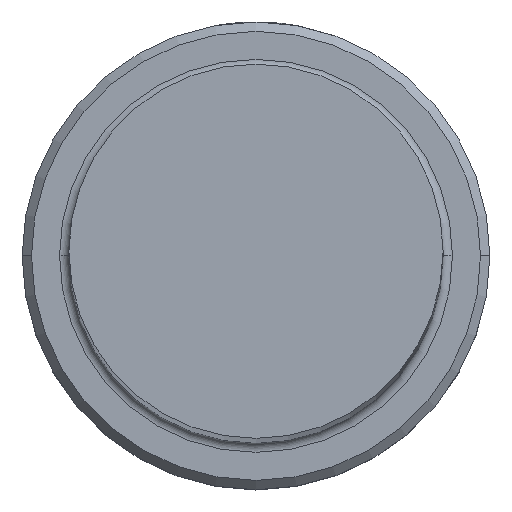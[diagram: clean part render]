
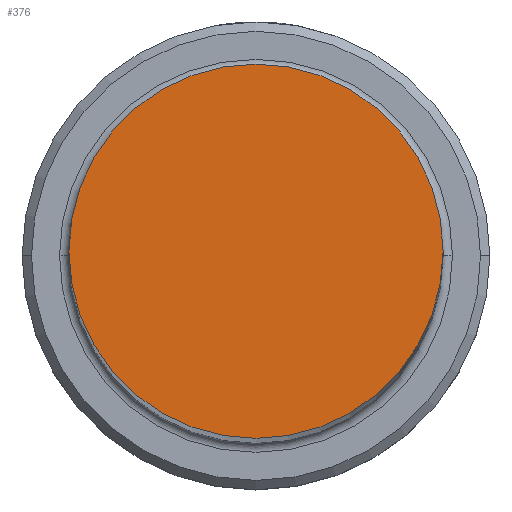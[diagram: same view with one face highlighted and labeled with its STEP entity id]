
A CAD part, top view. The second image highlights one B-rep face of the part: STEP entity #376.
In plain terms, the highlighted planar face has unit normal (0, 0, 1).
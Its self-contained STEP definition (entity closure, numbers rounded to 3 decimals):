
#2 = DIRECTION ( 'NONE',  ( 0., 0., 1. ) ) ;
#97 = DIRECTION ( 'NONE',  ( 0., 0., 1. ) ) ;
#169 = VERTEX_POINT ( 'NONE', #1192 ) ;
#270 = EDGE_LOOP ( 'NONE', ( #983, #1185 ) ) ;
#376 = ADVANCED_FACE ( 'NONE', ( #1062 ), #439, .T. ) ;
#393 = VERTEX_POINT ( 'NONE', #1135 ) ;
#439 = PLANE ( 'NONE',  #831 ) ;
#524 = DIRECTION ( 'NONE',  ( 1., 0., 0. ) ) ;
#593 = CARTESIAN_POINT ( 'NONE',  ( 0., 0., 150. ) ) ;
#611 = CARTESIAN_POINT ( 'NONE',  ( 0., 0., 150. ) ) ;
#626 = CIRCLE ( 'NONE', #642, 10. ) ;
#642 = AXIS2_PLACEMENT_3D ( 'NONE', #593, #2, #684 ) ;
#678 = CARTESIAN_POINT ( 'NONE',  ( 0., 0., 150. ) ) ;
#684 = DIRECTION ( 'NONE',  ( 1., 0., 0. ) ) ;
#703 = EDGE_CURVE ( 'NONE', #169, #393, #809, .T. ) ;
#758 = DIRECTION ( 'NONE',  ( 1., 0., 0. ) ) ;
#809 = CIRCLE ( 'NONE', #1068, 10. ) ;
#831 = AXIS2_PLACEMENT_3D ( 'NONE', #611, #1053, #524 ) ;
#883 = EDGE_CURVE ( 'NONE', #393, #169, #626, .T. ) ;
#983 = ORIENTED_EDGE ( 'NONE', *, *, #883, .T. ) ;
#1053 = DIRECTION ( 'NONE',  ( 0., 0., 1. ) ) ;
#1062 = FACE_OUTER_BOUND ( 'NONE', #270, .T. ) ;
#1068 = AXIS2_PLACEMENT_3D ( 'NONE', #678, #97, #758 ) ;
#1135 = CARTESIAN_POINT ( 'NONE',  ( -10., 0., 150. ) ) ;
#1185 = ORIENTED_EDGE ( 'NONE', *, *, #703, .T. ) ;
#1192 = CARTESIAN_POINT ( 'NONE',  ( 10., 0., 150. ) ) ;
